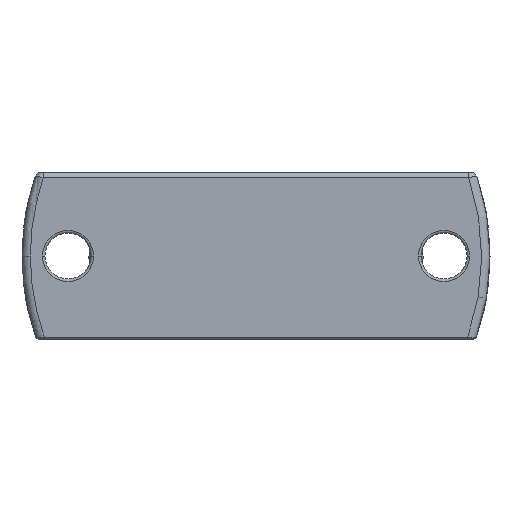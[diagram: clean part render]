
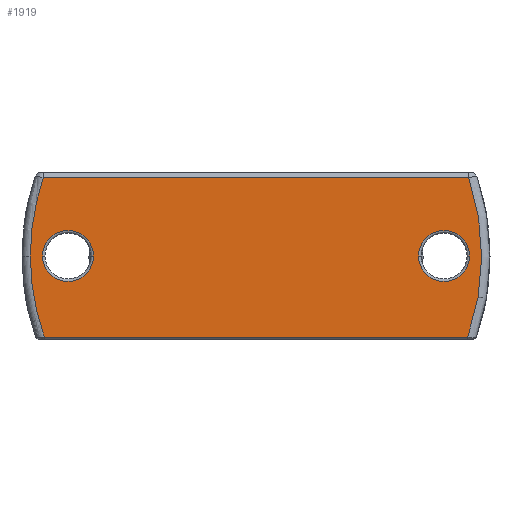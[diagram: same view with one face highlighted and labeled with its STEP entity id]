
A CAD part, left-side view. The second image highlights one B-rep face of the part: STEP entity #1919.
In plain terms, the highlighted planar face has unit normal (-1, 0, 0).
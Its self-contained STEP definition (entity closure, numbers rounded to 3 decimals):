
#165 = ORIENTED_EDGE ( 'NONE', *, *, #3550, .T. ) ;
#356 = VERTEX_POINT ( 'NONE', #5867 ) ;
#423 = LINE ( 'NONE', #2099, #8614 ) ;
#527 = CARTESIAN_POINT ( 'NONE',  ( 0., 22.5, 0. ) ) ;
#550 = CIRCLE ( 'NONE', #6530, 3.05 ) ;
#556 = DIRECTION ( 'NONE',  ( 1., 0., 0. ) ) ;
#567 = DIRECTION ( 'NONE',  ( 0., 1., 0. ) ) ;
#612 = DIRECTION ( 'NONE',  ( 0., 1., 0. ) ) ;
#725 = CIRCLE ( 'NONE', #7141, 29. ) ;
#886 = LINE ( 'NONE', #8395, #4556 ) ;
#949 = DIRECTION ( 'NONE',  ( 1., 0., 0. ) ) ;
#1004 = EDGE_CURVE ( 'NONE', #5397, #1600, #8732, .T. ) ;
#1091 = EDGE_CURVE ( 'NONE', #8688, #8594, #3570, .T. ) ;
#1500 = VERTEX_POINT ( 'NONE', #8051 ) ;
#1509 = EDGE_CURVE ( 'NONE', #7747, #5733, #550, .T. ) ;
#1567 = VERTEX_POINT ( 'NONE', #6787 ) ;
#1600 = VERTEX_POINT ( 'NONE', #2488 ) ;
#1712 = DIRECTION ( 'NONE',  ( 0., 1., 0. ) ) ;
#1919 = ADVANCED_FACE ( 'NONE', ( #4223, #2300, #4000 ), #5629, .F. ) ;
#1940 = ORIENTED_EDGE ( 'NONE', *, *, #1509, .T. ) ;
#2022 = CARTESIAN_POINT ( 'NONE',  ( 0., -2., 0. ) ) ;
#2099 = CARTESIAN_POINT ( 'NONE',  ( 0., -25.221, -9.7 ) ) ;
#2273 = ORIENTED_EDGE ( 'NONE', *, *, #7656, .T. ) ;
#2300 = FACE_BOUND ( 'NONE', #4597, .T. ) ;
#2488 = CARTESIAN_POINT ( 'NONE',  ( 0., 25.33, -9.7 ) ) ;
#2580 = CARTESIAN_POINT ( 'NONE',  ( 0., 2., 0. ) ) ;
#2741 = CARTESIAN_POINT ( 'NONE',  ( 0., 28., 10. ) ) ;
#2763 = CARTESIAN_POINT ( 'NONE',  ( 0., -19.45, 0. ) ) ;
#3094 = DIRECTION ( 'NONE',  ( -1., 0., 0. ) ) ;
#3110 = DIRECTION ( 'NONE',  ( 0., 1., 0. ) ) ;
#3117 = EDGE_LOOP ( 'NONE', ( #1940, #8837 ) ) ;
#3196 = CARTESIAN_POINT ( 'NONE',  ( 0., -2., 0. ) ) ;
#3201 = ORIENTED_EDGE ( 'NONE', *, *, #1004, .T. ) ;
#3516 = AXIS2_PLACEMENT_3D ( 'NONE', #4501, #949, #3110 ) ;
#3550 = EDGE_CURVE ( 'NONE', #356, #1567, #6323, .T. ) ;
#3570 = CIRCLE ( 'NONE', #5077, 3.05 ) ;
#3860 = CARTESIAN_POINT ( 'NONE',  ( 0., -25.55, 0. ) ) ;
#4000 = FACE_OUTER_BOUND ( 'NONE', #5786, .T. ) ;
#4127 = AXIS2_PLACEMENT_3D ( 'NONE', #3196, #3094, #6601 ) ;
#4223 = FACE_BOUND ( 'NONE', #3117, .T. ) ;
#4501 = CARTESIAN_POINT ( 'NONE',  ( 0., -22.5, 0. ) ) ;
#4556 = VECTOR ( 'NONE', #7705, 1000. ) ;
#4583 = DIRECTION ( 'NONE',  ( 0., 1., 0. ) ) ;
#4597 = EDGE_LOOP ( 'NONE', ( #2273, #7597 ) ) ;
#4614 = EDGE_CURVE ( 'NONE', #1567, #1500, #886, .T. ) ;
#4741 = CIRCLE ( 'NONE', #6684, 3.05 ) ;
#5073 = CARTESIAN_POINT ( 'NONE',  ( 0., 27., 0. ) ) ;
#5077 = AXIS2_PLACEMENT_3D ( 'NONE', #5972, #6040, #1712 ) ;
#5164 = CIRCLE ( 'NONE', #3516, 3.05 ) ;
#5262 = DIRECTION ( 'NONE',  ( 1., 0., 0. ) ) ;
#5320 = EDGE_CURVE ( 'NONE', #1600, #356, #423, .T. ) ;
#5397 = VERTEX_POINT ( 'NONE', #5073 ) ;
#5629 = PLANE ( 'NONE',  #7589 ) ;
#5733 = VERTEX_POINT ( 'NONE', #3860 ) ;
#5786 = EDGE_LOOP ( 'NONE', ( #165, #8418, #6028, #3201, #5844 ) ) ;
#5844 = ORIENTED_EDGE ( 'NONE', *, *, #5320, .T. ) ;
#5867 = CARTESIAN_POINT ( 'NONE',  ( 0., -25.33, -9.7 ) ) ;
#5972 = CARTESIAN_POINT ( 'NONE',  ( 0., 22.5, 0. ) ) ;
#6028 = ORIENTED_EDGE ( 'NONE', *, *, #7661, .T. ) ;
#6040 = DIRECTION ( 'NONE',  ( 1., 0., 0. ) ) ;
#6087 = DIRECTION ( 'NONE',  ( -1., 0., 0. ) ) ;
#6149 = DIRECTION ( 'NONE',  ( 0., 1., 0. ) ) ;
#6236 = DIRECTION ( 'NONE',  ( -1., 0., 0. ) ) ;
#6306 = CARTESIAN_POINT ( 'NONE',  ( 0., 19.45, 0. ) ) ;
#6323 = CIRCLE ( 'NONE', #9130, 29. ) ;
#6530 = AXIS2_PLACEMENT_3D ( 'NONE', #7257, #5262, #4583 ) ;
#6601 = DIRECTION ( 'NONE',  ( 0., 1., 0. ) ) ;
#6684 = AXIS2_PLACEMENT_3D ( 'NONE', #527, #556, #612 ) ;
#6787 = CARTESIAN_POINT ( 'NONE',  ( 0., -25.438, 9.389 ) ) ;
#7121 = DIRECTION ( 'NONE',  ( 0., 1., 0. ) ) ;
#7141 = AXIS2_PLACEMENT_3D ( 'NONE', #2022, #6236, #7121 ) ;
#7257 = CARTESIAN_POINT ( 'NONE',  ( 0., -22.5, 0. ) ) ;
#7589 = AXIS2_PLACEMENT_3D ( 'NONE', #2741, #8420, #567 ) ;
#7597 = ORIENTED_EDGE ( 'NONE', *, *, #1091, .T. ) ;
#7656 = EDGE_CURVE ( 'NONE', #8594, #8688, #4741, .T. ) ;
#7661 = EDGE_CURVE ( 'NONE', #1500, #5397, #725, .T. ) ;
#7705 = DIRECTION ( 'NONE',  ( 0., 1., 0. ) ) ;
#7747 = VERTEX_POINT ( 'NONE', #2763 ) ;
#8051 = CARTESIAN_POINT ( 'NONE',  ( 0., 25.438, 9.389 ) ) ;
#8395 = CARTESIAN_POINT ( 'NONE',  ( 0., 28., 9.389 ) ) ;
#8418 = ORIENTED_EDGE ( 'NONE', *, *, #4614, .T. ) ;
#8420 = DIRECTION ( 'NONE',  ( 1., 0., 0. ) ) ;
#8594 = VERTEX_POINT ( 'NONE', #8920 ) ;
#8614 = VECTOR ( 'NONE', #9099, 1000. ) ;
#8688 = VERTEX_POINT ( 'NONE', #6306 ) ;
#8732 = CIRCLE ( 'NONE', #4127, 29. ) ;
#8837 = ORIENTED_EDGE ( 'NONE', *, *, #8863, .T. ) ;
#8863 = EDGE_CURVE ( 'NONE', #5733, #7747, #5164, .T. ) ;
#8920 = CARTESIAN_POINT ( 'NONE',  ( 0., 25.55, 0. ) ) ;
#9099 = DIRECTION ( 'NONE',  ( 0., -1., 0. ) ) ;
#9130 = AXIS2_PLACEMENT_3D ( 'NONE', #2580, #6087, #6149 ) ;
